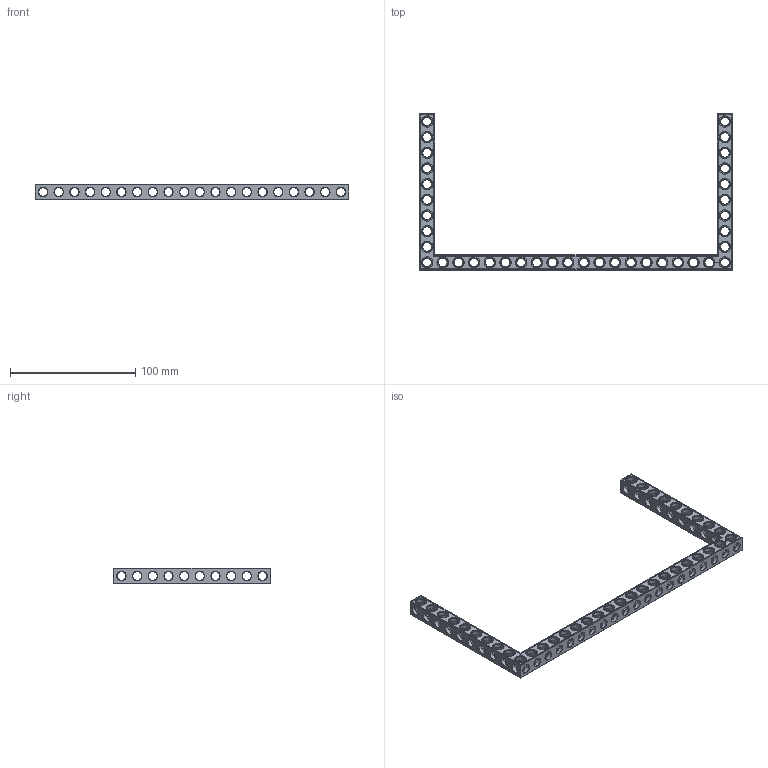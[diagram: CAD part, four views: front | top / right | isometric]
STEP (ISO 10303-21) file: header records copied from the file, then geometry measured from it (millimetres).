
FILE_DESCRIPTION(('FreeCAD Model'),'2;1');
FILE_NAME('Open CASCADE Shape Model','2022-03-09T23:08:47',('Author'),( ''),'Open CASCADE STEP processor 7.5','FreeCAD','Unknown');
FILE_SCHEMA(('AUTOMOTIVE_DESIGN { 1 0 10303 214 1 1 1 1 }'));
Products named in the file (1): Beam AGD ESS USH SYM BU20x10x01 - SPN-BEM-0640 (stemfie.org)
Bounding box: 250 x 125 x 12.5 mm (x, y, z)
Volume: 37121.7 mm3; surface area: 33155.4 mm2
Topology: 1 solids, 1 shells, 953 faces, 2922 edges, 1892 vertices
Faces by surface type: plane 412, cylinder 229, extrusion 158, cone 154
Full cylindrical faces by diameter (mm): 6.98 x22, 7 x169, 9.2 x38
Entity records: 170094 total; most frequent: CARTESIAN_POINT 115476, DIRECTION 8950, ORIENTED_EDGE 5844, PCURVE 5844, DEFINITIONAL_REPRESENTATION 5844, VECTOR 5418, LINE 5260, EDGE_CURVE 2922
